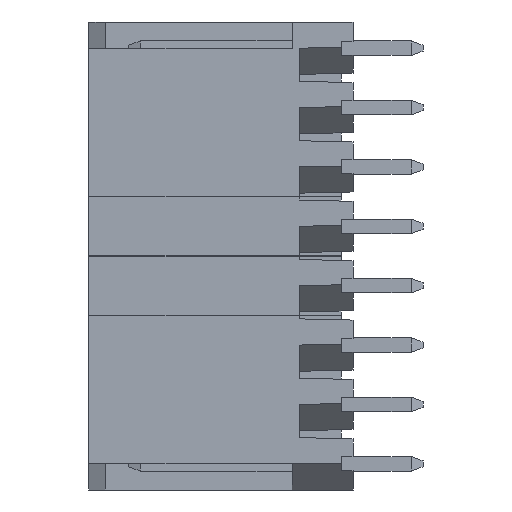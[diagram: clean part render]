
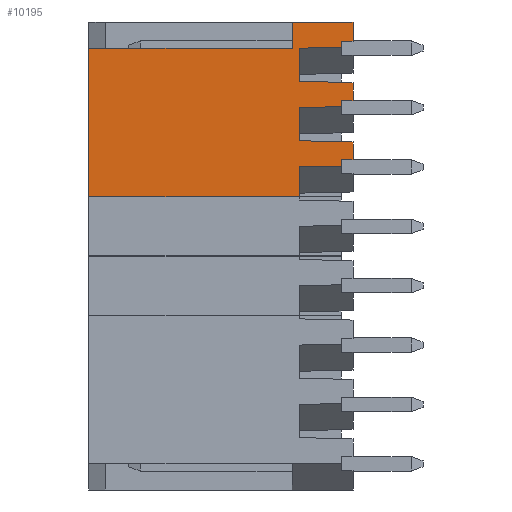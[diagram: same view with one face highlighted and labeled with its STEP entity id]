
A CAD part, left-side view. The second image highlights one B-rep face of the part: STEP entity #10195.
In plain terms, the highlighted planar face has unit normal (-1, 0, 0).
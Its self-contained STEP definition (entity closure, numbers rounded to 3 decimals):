
#734=ORIENTED_EDGE('',*,*,#2565,.F.);
#735=ORIENTED_EDGE('',*,*,#2551,.F.);
#736=ORIENTED_EDGE('',*,*,#2566,.F.);
#737=ORIENTED_EDGE('',*,*,#2567,.T.);
#738=ORIENTED_EDGE('',*,*,#2568,.F.);
#739=ORIENTED_EDGE('',*,*,#2569,.F.);
#740=ORIENTED_EDGE('',*,*,#2570,.T.);
#741=ORIENTED_EDGE('',*,*,#2571,.F.);
#742=ORIENTED_EDGE('',*,*,#2572,.F.);
#743=ORIENTED_EDGE('',*,*,#2573,.T.);
#744=ORIENTED_EDGE('',*,*,#2574,.F.);
#745=ORIENTED_EDGE('',*,*,#2575,.F.);
#746=ORIENTED_EDGE('',*,*,#2576,.T.);
#747=ORIENTED_EDGE('',*,*,#2577,.T.);
#748=ORIENTED_EDGE('',*,*,#2578,.T.);
#749=ORIENTED_EDGE('',*,*,#2579,.F.);
#750=ORIENTED_EDGE('',*,*,#2580,.T.);
#751=ORIENTED_EDGE('',*,*,#2581,.T.);
#752=ORIENTED_EDGE('',*,*,#2582,.T.);
#753=ORIENTED_EDGE('',*,*,#2583,.T.);
#754=ORIENTED_EDGE('',*,*,#2584,.F.);
#755=ORIENTED_EDGE('',*,*,#2533,.F.);
#2533=EDGE_CURVE('',#3502,#3498,#4312,.T.);
#2551=EDGE_CURVE('',#3519,#3520,#4330,.T.);
#2565=EDGE_CURVE('',#3520,#3502,#4343,.T.);
#2566=EDGE_CURVE('',#3529,#3519,#4344,.T.);
#2567=EDGE_CURVE('',#3529,#3530,#4345,.T.);
#2568=EDGE_CURVE('',#3531,#3530,#4346,.T.);
#2569=EDGE_CURVE('',#3532,#3531,#4347,.T.);
#2570=EDGE_CURVE('',#3532,#3533,#4348,.T.);
#2571=EDGE_CURVE('',#3534,#3533,#4349,.T.);
#2572=EDGE_CURVE('',#3535,#3534,#4350,.T.);
#2573=EDGE_CURVE('',#3535,#3536,#4351,.T.);
#2574=EDGE_CURVE('',#3537,#3536,#4352,.T.);
#2575=EDGE_CURVE('',#3538,#3537,#4353,.T.);
#2576=EDGE_CURVE('',#3538,#3539,#4354,.T.);
#2577=EDGE_CURVE('',#3539,#3540,#4355,.T.);
#2578=EDGE_CURVE('',#3540,#3541,#4356,.T.);
#2579=EDGE_CURVE('',#3542,#3541,#4357,.T.);
#2580=EDGE_CURVE('',#3542,#3543,#4358,.T.);
#2581=EDGE_CURVE('',#3543,#3544,#4359,.T.);
#2582=EDGE_CURVE('',#3544,#3545,#4360,.T.);
#2583=EDGE_CURVE('',#3545,#3546,#4361,.T.);
#2584=EDGE_CURVE('',#3498,#3546,#4362,.T.);
#3498=VERTEX_POINT('',#13401);
#3502=VERTEX_POINT('',#13410);
#3519=VERTEX_POINT('',#13448);
#3520=VERTEX_POINT('',#13450);
#3529=VERTEX_POINT('',#13480);
#3530=VERTEX_POINT('',#13482);
#3531=VERTEX_POINT('',#13484);
#3532=VERTEX_POINT('',#13486);
#3533=VERTEX_POINT('',#13488);
#3534=VERTEX_POINT('',#13490);
#3535=VERTEX_POINT('',#13492);
#3536=VERTEX_POINT('',#13494);
#3537=VERTEX_POINT('',#13496);
#3538=VERTEX_POINT('',#13498);
#3539=VERTEX_POINT('',#13500);
#3540=VERTEX_POINT('',#13502);
#3541=VERTEX_POINT('',#13504);
#3542=VERTEX_POINT('',#13506);
#3543=VERTEX_POINT('',#13508);
#3544=VERTEX_POINT('',#13510);
#3545=VERTEX_POINT('',#13512);
#3546=VERTEX_POINT('',#13514);
#4312=LINE('',#13411,#5389);
#4330=LINE('',#13449,#5407);
#4343=LINE('',#13478,#5420);
#4344=LINE('',#13479,#5421);
#4345=LINE('',#13481,#5422);
#4346=LINE('',#13483,#5423);
#4347=LINE('',#13485,#5424);
#4348=LINE('',#13487,#5425);
#4349=LINE('',#13489,#5426);
#4350=LINE('',#13491,#5427);
#4351=LINE('',#13493,#5428);
#4352=LINE('',#13495,#5429);
#4353=LINE('',#13497,#5430);
#4354=LINE('',#13499,#5431);
#4355=LINE('',#13501,#5432);
#4356=LINE('',#13503,#5433);
#4357=LINE('',#13505,#5434);
#4358=LINE('',#13507,#5435);
#4359=LINE('',#13509,#5436);
#4360=LINE('',#13511,#5437);
#4361=LINE('',#13513,#5438);
#4362=LINE('',#13515,#5439);
#5389=VECTOR('',#11441,1000.);
#5407=VECTOR('',#11465,1000.);
#5420=VECTOR('',#11492,1000.);
#5421=VECTOR('',#11493,1000.);
#5422=VECTOR('',#11494,1000.);
#5423=VECTOR('',#11495,1000.);
#5424=VECTOR('',#11496,1000.);
#5425=VECTOR('',#11497,1000.);
#5426=VECTOR('',#11498,1000.);
#5427=VECTOR('',#11499,1000.);
#5428=VECTOR('',#11500,1000.);
#5429=VECTOR('',#11501,1000.);
#5430=VECTOR('',#11502,1000.);
#5431=VECTOR('',#11503,1000.);
#5432=VECTOR('',#11504,1000.);
#5433=VECTOR('',#11505,1000.);
#5434=VECTOR('',#11506,1000.);
#5435=VECTOR('',#11507,1000.);
#5436=VECTOR('',#11508,1000.);
#5437=VECTOR('',#11509,1000.);
#5438=VECTOR('',#11510,1000.);
#5439=VECTOR('',#11511,1000.);
#6268=EDGE_LOOP('',(#734,#735,#736,#737,#738,#739,#740,#741,#742,#743,#744,
#745,#746,#747,#748,#749,#750,#751,#752,#753,#754,#755));
#6674=FACE_BOUND('',#6268,.T.);
#7075=PLANE('',#10605);
#10195=ADVANCED_FACE('',(#6674),#7075,.T.);
#10605=AXIS2_PLACEMENT_3D('',#13477,#11490,#11491);
#11441=DIRECTION('',(0.,-1.,0.));
#11465=DIRECTION('',(0.,1.,0.));
#11490=DIRECTION('',(-1.,0.,0.));
#11491=DIRECTION('',(0.,-1.,0.));
#11492=DIRECTION('',(0.,0.,1.));
#11493=DIRECTION('',(0.,0.,-1.));
#11494=DIRECTION('',(0.,-1.,0.022));
#11495=DIRECTION('',(0.,0.,-1.));
#11496=DIRECTION('',(0.,1.,0.));
#11497=DIRECTION('',(0.,0.,1.));
#11498=DIRECTION('',(0.,-1.,-0.022));
#11499=DIRECTION('',(0.,0.,-1.));
#11500=DIRECTION('',(0.,-1.,0.022));
#11501=DIRECTION('',(0.,0.,-1.));
#11502=DIRECTION('',(0.,1.,0.));
#11503=DIRECTION('',(0.,0.,1.));
#11504=DIRECTION('',(0.,1.,0.022));
#11505=DIRECTION('',(0.,0.,1.));
#11506=DIRECTION('',(0.,1.,-0.022));
#11507=DIRECTION('',(0.,0.,1.));
#11508=DIRECTION('',(0.,-1.,0.));
#11509=DIRECTION('',(0.,0.,1.));
#11510=DIRECTION('',(0.,1.,0.));
#11511=DIRECTION('',(0.,0.,1.));
#13401=CARTESIAN_POINT('',(-5.,2.6,6.15));
#13410=CARTESIAN_POINT('',(-5.,11.3,6.15));
#13411=CARTESIAN_POINT('',(-5.,0.,6.15));
#13448=CARTESIAN_POINT('',(-5.,2.3,-0.2));
#13449=CARTESIAN_POINT('',(-5.,0.,-0.2));
#13450=CARTESIAN_POINT('',(-5.,11.3,-0.2));
#13477=CARTESIAN_POINT('',(-5.,0.,-33.37));
#13478=CARTESIAN_POINT('',(-5.,11.3,-43.23));
#13479=CARTESIAN_POINT('',(-5.,2.3,-5.13));
#13480=CARTESIAN_POINT('',(-5.,2.3,1.07));
#13481=CARTESIAN_POINT('',(-5.,1.174,1.095));
#13482=CARTESIAN_POINT('',(-5.,0.5,1.109));
#13483=CARTESIAN_POINT('',(-5.,0.5,-5.13));
#13484=CARTESIAN_POINT('',(-5.,0.5,1.37));
#13485=CARTESIAN_POINT('',(-5.,0.,1.37));
#13486=CARTESIAN_POINT('',(-5.,0.,1.37));
#13487=CARTESIAN_POINT('',(-5.,0.,-5.13));
#13488=CARTESIAN_POINT('',(-5.,0.,2.14));
#13489=CARTESIAN_POINT('',(-5.,0.,2.14));
#13490=CARTESIAN_POINT('',(-5.,2.3,2.19));
#13491=CARTESIAN_POINT('',(-5.,2.3,-2.59));
#13492=CARTESIAN_POINT('',(-5.,2.3,3.61));
#13493=CARTESIAN_POINT('',(-5.,1.174,3.635));
#13494=CARTESIAN_POINT('',(-5.,0.5,3.649));
#13495=CARTESIAN_POINT('',(-5.,0.5,-2.59));
#13496=CARTESIAN_POINT('',(-5.,0.5,3.91));
#13497=CARTESIAN_POINT('',(-5.,0.,3.91));
#13498=CARTESIAN_POINT('',(-5.,0.,3.91));
#13499=CARTESIAN_POINT('',(-5.,0.,-2.59));
#13500=CARTESIAN_POINT('',(-5.,0.,4.68));
#13501=CARTESIAN_POINT('',(-5.,0.,4.68));
#13502=CARTESIAN_POINT('',(-5.,2.3,4.73));
#13503=CARTESIAN_POINT('',(-5.,2.3,-2.59));
#13504=CARTESIAN_POINT('',(-5.,2.3,6.15));
#13505=CARTESIAN_POINT('',(-5.,0.,6.2));
#13506=CARTESIAN_POINT('',(-5.,0.5,6.189));
#13507=CARTESIAN_POINT('',(-5.,0.5,-2.59));
#13508=CARTESIAN_POINT('',(-5.,0.5,6.45));
#13509=CARTESIAN_POINT('',(-5.,0.,6.45));
#13510=CARTESIAN_POINT('',(-5.,0.,6.45));
#13511=CARTESIAN_POINT('',(-5.,0.,-2.59));
#13512=CARTESIAN_POINT('',(-5.,0.,7.27));
#13513=CARTESIAN_POINT('',(-5.,0.,7.27));
#13514=CARTESIAN_POINT('',(-5.,2.6,7.27));
#13515=CARTESIAN_POINT('',(-5.,2.6,-43.23));
